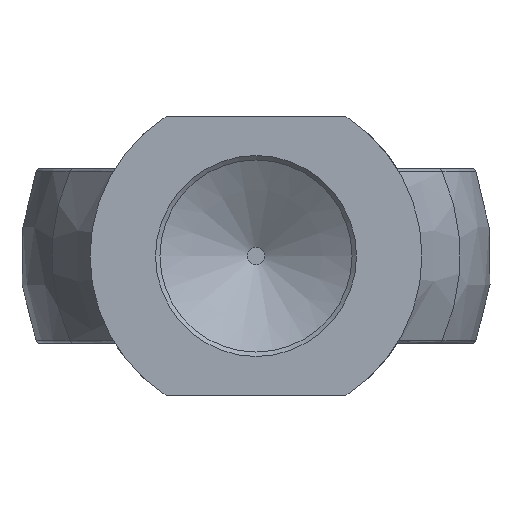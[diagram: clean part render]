
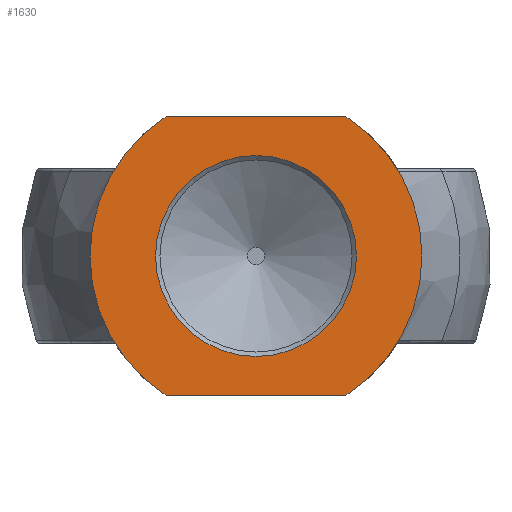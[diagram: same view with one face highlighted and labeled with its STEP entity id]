
A CAD part, front view. The second image highlights one B-rep face of the part: STEP entity #1630.
In plain terms, the highlighted planar face has unit normal (0, -1, 0).
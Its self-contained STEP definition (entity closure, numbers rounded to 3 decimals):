
#31 = FACE_OUTER_BOUND ( 'NONE', #379, .T. ) ;
#65 = PLANE ( 'NONE',  #1286 ) ;
#138 = ORIENTED_EDGE ( 'NONE', *, *, #476, .T. ) ;
#146 = CARTESIAN_POINT ( 'NONE',  ( -10.297, -84., -15.968 ) ) ;
#152 = EDGE_LOOP ( 'NONE', ( #2492 ) ) ;
#204 = DIRECTION ( 'NONE',  ( 0., -1., 0. ) ) ;
#231 = CIRCLE ( 'NONE', #626, 0.2 ) ;
#247 = CARTESIAN_POINT ( 'NONE',  ( -10.297, -84., 15.968 ) ) ;
#328 = ORIENTED_EDGE ( 'NONE', *, *, #2536, .T. ) ;
#349 = CARTESIAN_POINT ( 'NONE',  ( 10.297, -84., -15.968 ) ) ;
#359 = CIRCLE ( 'NONE', #1058, 11.5 ) ;
#379 = EDGE_LOOP ( 'NONE', ( #2678, #1258, #2494, #1889, #138, #1875, #2076, #328 ) ) ;
#410 = CIRCLE ( 'NONE', #1068, 19. ) ;
#430 = VERTEX_POINT ( 'NONE', #2346 ) ;
#476 = EDGE_CURVE ( 'NONE', #1923, #1264, #562, .T. ) ;
#555 = CARTESIAN_POINT ( 'NONE',  ( -10.188, -84., -15.8 ) ) ;
#562 = CIRCLE ( 'NONE', #900, 19. ) ;
#626 = AXIS2_PLACEMENT_3D ( 'NONE', #1421, #204, #2508 ) ;
#631 = CARTESIAN_POINT ( 'NONE',  ( 0., -84., 0. ) ) ;
#785 = EDGE_CURVE ( 'NONE', #2218, #1326, #1115, .T. ) ;
#794 = DIRECTION ( 'NONE',  ( 0., -1., 0. ) ) ;
#795 = DIRECTION ( 'NONE',  ( 0., 0., -1. ) ) ;
#806 = DIRECTION ( 'NONE',  ( 0., -1., 0. ) ) ;
#820 = EDGE_CURVE ( 'NONE', #945, #2166, #410, .T. ) ;
#823 = VERTEX_POINT ( 'NONE', #1017 ) ;
#834 = EDGE_CURVE ( 'NONE', #1264, #1326, #1507, .T. ) ;
#883 = CARTESIAN_POINT ( 'NONE',  ( 10.188, -84., 16. ) ) ;
#899 = EDGE_CURVE ( 'NONE', #2166, #430, #1105, .T. ) ;
#900 = AXIS2_PLACEMENT_3D ( 'NONE', #1591, #1973, #2195 ) ;
#945 = VERTEX_POINT ( 'NONE', #247 ) ;
#1017 = CARTESIAN_POINT ( 'NONE',  ( 0., -84., -11.5 ) ) ;
#1058 = AXIS2_PLACEMENT_3D ( 'NONE', #1657, #2676, #795 ) ;
#1068 = AXIS2_PLACEMENT_3D ( 'NONE', #2466, #806, #1412 ) ;
#1105 = CIRCLE ( 'NONE', #1769, 0.2 ) ;
#1115 = LINE ( 'NONE', #1958, #2682 ) ;
#1164 = CARTESIAN_POINT ( 'NONE',  ( -27., -84., -16. ) ) ;
#1218 = LINE ( 'NONE', #1164, #2246 ) ;
#1222 = EDGE_CURVE ( 'NONE', #1227, #1923, #1935, .T. ) ;
#1227 = VERTEX_POINT ( 'NONE', #2322 ) ;
#1231 = CARTESIAN_POINT ( 'NONE',  ( 10.188, -84., -15.8 ) ) ;
#1258 = ORIENTED_EDGE ( 'NONE', *, *, #899, .T. ) ;
#1264 = VERTEX_POINT ( 'NONE', #1497 ) ;
#1286 = AXIS2_PLACEMENT_3D ( 'NONE', #631, #2112, #1462 ) ;
#1313 = FACE_BOUND ( 'NONE', #152, .T. ) ;
#1326 = VERTEX_POINT ( 'NONE', #883 ) ;
#1412 = DIRECTION ( 'NONE',  ( 0., 0., -1. ) ) ;
#1421 = CARTESIAN_POINT ( 'NONE',  ( -10.188, -84., 15.8 ) ) ;
#1440 = CARTESIAN_POINT ( 'NONE',  ( -10.188, -84., 16. ) ) ;
#1462 = DIRECTION ( 'NONE',  ( 0., 0., -1. ) ) ;
#1497 = CARTESIAN_POINT ( 'NONE',  ( 10.297, -84., 15.968 ) ) ;
#1507 = CIRCLE ( 'NONE', #1946, 0.2 ) ;
#1591 = CARTESIAN_POINT ( 'NONE',  ( 0., -84., 0. ) ) ;
#1625 = DIRECTION ( 'NONE',  ( 0., 0., -1. ) ) ;
#1630 = ADVANCED_FACE ( 'NONE', ( #1313, #31 ), #65, .T. ) ;
#1641 = CARTESIAN_POINT ( 'NONE',  ( 10.188, -84., 15.8 ) ) ;
#1657 = CARTESIAN_POINT ( 'NONE',  ( 0., -84., 0. ) ) ;
#1716 = AXIS2_PLACEMENT_3D ( 'NONE', #1231, #2487, #1916 ) ;
#1769 = AXIS2_PLACEMENT_3D ( 'NONE', #555, #2675, #2214 ) ;
#1875 = ORIENTED_EDGE ( 'NONE', *, *, #834, .T. ) ;
#1889 = ORIENTED_EDGE ( 'NONE', *, *, #1222, .T. ) ;
#1890 = EDGE_CURVE ( 'NONE', #823, #823, #359, .T. ) ;
#1916 = DIRECTION ( 'NONE',  ( 0., 0., -1. ) ) ;
#1923 = VERTEX_POINT ( 'NONE', #349 ) ;
#1935 = CIRCLE ( 'NONE', #1716, 0.2 ) ;
#1946 = AXIS2_PLACEMENT_3D ( 'NONE', #1641, #794, #1625 ) ;
#1958 = CARTESIAN_POINT ( 'NONE',  ( -27., -84., 16. ) ) ;
#1973 = DIRECTION ( 'NONE',  ( 0., -1., 0. ) ) ;
#2076 = ORIENTED_EDGE ( 'NONE', *, *, #785, .F. ) ;
#2112 = DIRECTION ( 'NONE',  ( 0., -1., 0. ) ) ;
#2166 = VERTEX_POINT ( 'NONE', #146 ) ;
#2195 = DIRECTION ( 'NONE',  ( 0., 0., -1. ) ) ;
#2214 = DIRECTION ( 'NONE',  ( 0., 0., -1. ) ) ;
#2218 = VERTEX_POINT ( 'NONE', #1440 ) ;
#2246 = VECTOR ( 'NONE', #2252, 1000. ) ;
#2252 = DIRECTION ( 'NONE',  ( -1., 0., 0. ) ) ;
#2322 = CARTESIAN_POINT ( 'NONE',  ( 10.188, -84., -16. ) ) ;
#2346 = CARTESIAN_POINT ( 'NONE',  ( -10.188, -84., -16. ) ) ;
#2466 = CARTESIAN_POINT ( 'NONE',  ( 0., -84., 0. ) ) ;
#2487 = DIRECTION ( 'NONE',  ( 0., -1., 0. ) ) ;
#2492 = ORIENTED_EDGE ( 'NONE', *, *, #1890, .T. ) ;
#2494 = ORIENTED_EDGE ( 'NONE', *, *, #2499, .F. ) ;
#2499 = EDGE_CURVE ( 'NONE', #1227, #430, #1218, .T. ) ;
#2508 = DIRECTION ( 'NONE',  ( 0., 0., -1. ) ) ;
#2536 = EDGE_CURVE ( 'NONE', #2218, #945, #231, .T. ) ;
#2608 = DIRECTION ( 'NONE',  ( 1., 0., 0. ) ) ;
#2675 = DIRECTION ( 'NONE',  ( 0., -1., 0. ) ) ;
#2676 = DIRECTION ( 'NONE',  ( 0., 1., 0. ) ) ;
#2678 = ORIENTED_EDGE ( 'NONE', *, *, #820, .T. ) ;
#2682 = VECTOR ( 'NONE', #2608, 1000. ) ;
